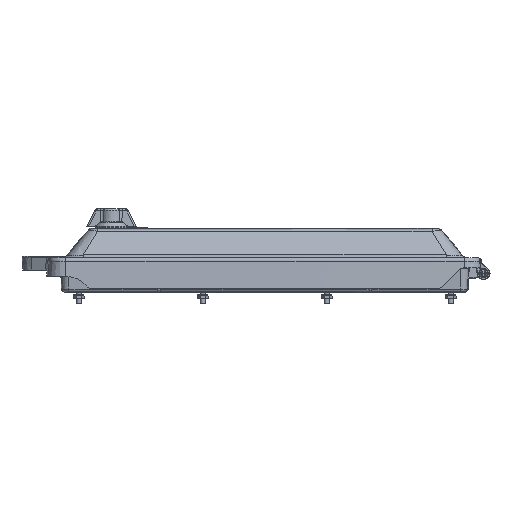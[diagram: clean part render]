
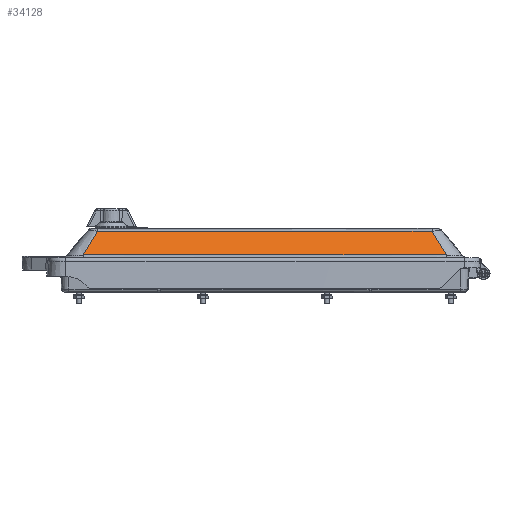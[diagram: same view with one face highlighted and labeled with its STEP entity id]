
A CAD part, left-side view. The second image highlights one B-rep face of the part: STEP entity #34128.
In plain terms, the highlighted free-form (B-spline) face has degree [3, 3] with [6, 4] control points.
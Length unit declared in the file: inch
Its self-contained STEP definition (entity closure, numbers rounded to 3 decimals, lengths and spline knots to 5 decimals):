
#1836 = CARTESIAN_POINT ( 'NONE',  ( -10.687, 7.26216, 1.48173 ) ) ;
#2888 = CARTESIAN_POINT ( 'NONE',  ( -10.1738, -6.77556, 2.11233 ) ) ;
#3415 = CARTESIAN_POINT ( 'NONE',  ( -10.70846, 4.7738, 1.48173 ) ) ;
#3941 = CARTESIAN_POINT ( 'NONE',  ( -10.68775, 7.17107, 1.48173 ) ) ;
#4718 = VERTEX_POINT ( 'NONE', #104178 ) ;
#6560 = CARTESIAN_POINT ( 'NONE',  ( -10.69388, -6.0504, 1.48399 ) ) ;
#9339 = CARTESIAN_POINT ( 'NONE',  ( -9.91997, -6.67019, 2.42344 ) ) ;
#9851 = CARTESIAN_POINT ( 'NONE',  ( -9.9188, 4.42919, 2.42764 ) ) ;
#10928 = CARTESIAN_POINT ( 'NONE',  ( -10.45596, -2.67878, 1.79703 ) ) ;
#11982 = CARTESIAN_POINT ( 'NONE',  ( -10.17335, 6.87951, 2.11233 ) ) ;
#14064 = CARTESIAN_POINT ( 'NONE',  ( -10.68688, -6.95809, 1.48473 ) ) ;
#15054 = LINE ( 'NONE', #80498, #56811 ) ;
#15091 = B_SPLINE_CURVE_WITH_KNOTS ( 'NONE', 3,
 ( #72534, #86992, #105063, #14064, #38511, #6560, #61927, #70949, #46507, #103503, #96552, #23626, #30533, #72010, #55495, #62975, #47530 ),
 .UNSPECIFIED., .F., .F.,
 ( 4, 1, 1, 1, 1, 1, 1, 1, 1, 1, 1, 1, 1, 1, 4 ),
 ( 0., 0.00893, 0.01786, 0.03571, 0.07143, 0.14286, 0.28571, 0.57143, 0.71429, 0.85714, 0.92857, 0.96429, 0.98214, 0.99107, 1. ),
 .UNSPECIFIED. ) ;
#15115 = EDGE_CURVE ( 'NONE', #4718, #49363, #42535, .T. ) ;
#18925 = CARTESIAN_POINT ( 'NONE',  ( -9.91997, 6.67019, 2.42344 ) ) ;
#23626 = CARTESIAN_POINT ( 'NONE',  ( -10.69388, 6.0504, 1.48399 ) ) ;
#24149 = ORIENTED_EDGE ( 'NONE', *, *, #15115, .F. ) ;
#25346 = CARTESIAN_POINT ( 'NONE',  ( -9.91988, 6.13283, 2.42415 ) ) ;
#26405 = CARTESIAN_POINT ( 'NONE',  ( -9.91988, -6.13283, 2.42415 ) ) ;
#27883 = CARTESIAN_POINT ( 'NONE',  ( -9.91981, -6.69063, 2.4236 ) ) ;
#30533 = CARTESIAN_POINT ( 'NONE',  ( -10.68933, 6.65543, 1.48444 ) ) ;
#31539 = DIRECTION ( 'NONE',  ( 0.571, -0.426, 0.702 ) ) ;
#34128 = ADVANCED_FACE ( 'NONE', ( #42330 ), #86042, .T. ) ;
#34347 = CARTESIAN_POINT ( 'NONE',  ( -9.92042, -2.54749, 2.42764 ) ) ;
#34891 = CARTESIAN_POINT ( 'NONE',  ( -9.91988, -6.63066, 2.42359 ) ) ;
#35404 = CARTESIAN_POINT ( 'NONE',  ( -10.44518, 4.65893, 1.79703 ) ) ;
#35938 = CARTESIAN_POINT ( 'NONE',  ( -10.43097, -6.95053, 1.79703 ) ) ;
#38396 = DIRECTION ( 'NONE',  ( 0.571, 0.426, 0.702 ) ) ;
#38511 = CARTESIAN_POINT ( 'NONE',  ( -10.68933, -6.65543, 1.48444 ) ) ;
#42330 = FACE_OUTER_BOUND ( 'NONE', #82895, .T. ) ;
#42535 = B_SPLINE_CURVE_WITH_KNOTS ( 'NONE', 3,
 ( #90296, #18925, #98284, #99876, #67841, #25346, #73751, #51359, #90827, #42879, #66260, #74267, #26405, #75351, #67321, #34891, #9339, #81759 ),
 .UNSPECIFIED., .F., .F.,
 ( 4, 1, 1, 1, 1, 1, 1, 1, 1, 1, 1, 1, 1, 1, 1, 4 ),
 ( 0., 0.00446, 0.00893, 0.01786, 0.03571, 0.07143, 0.14286, 0.42857, 0.71429, 0.85714, 0.92857, 0.96429, 0.98214, 0.99107, 0.99554, 1. ),
 .UNSPECIFIED. ) ;
#42879 = CARTESIAN_POINT ( 'NONE',  ( -9.91977, -2.23017, 2.42716 ) ) ;
#43924 = CARTESIAN_POINT ( 'NONE',  ( -9.91664, -6.60056, 2.42764 ) ) ;
#45570 = VECTOR ( 'NONE', #38396, 39.37008 ) ;
#46507 = CARTESIAN_POINT ( 'NONE',  ( -10.71683, 0.34574, 1.48171 ) ) ;
#47530 = CARTESIAN_POINT ( 'NONE',  ( -10.68446, 7.26027, 1.48484 ) ) ;
#49363 = VERTEX_POINT ( 'NONE', #27883 ) ;
#50060 = CARTESIAN_POINT ( 'NONE',  ( -10.68446, -7.26027, 1.48484 ) ) ;
#51343 = CARTESIAN_POINT ( 'NONE',  ( -10.43017, 7.07084, 1.79703 ) ) ;
#51359 = CARTESIAN_POINT ( 'NONE',  ( -9.9198, 3.82313, 2.42631 ) ) ;
#52407 = CARTESIAN_POINT ( 'NONE',  ( -10.43089, 6.99064, 1.79703 ) ) ;
#55495 = CARTESIAN_POINT ( 'NONE',  ( -10.6855, 7.13083, 1.48482 ) ) ;
#56811 = VECTOR ( 'NONE', #31539, 39.37008 ) ;
#59327 = CARTESIAN_POINT ( 'NONE',  ( -10.17346, 6.8102, 2.11233 ) ) ;
#59870 = CARTESIAN_POINT ( 'NONE',  ( -9.91652, -6.68818, 2.42764 ) ) ;
#61927 = CARTESIAN_POINT ( 'NONE',  ( -10.70189, -4.84028, 1.48317 ) ) ;
#62975 = CARTESIAN_POINT ( 'NONE',  ( -10.68469, 7.21755, 1.485 ) ) ;
#64011 = VERTEX_POINT ( 'NONE', #50060 ) ;
#64156 = ORIENTED_EDGE ( 'NONE', *, *, #93434, .F. ) ;
#65402 = ORIENTED_EDGE ( 'NONE', *, *, #72237, .T. ) ;
#66260 = CARTESIAN_POINT ( 'NONE',  ( -9.91982, -4.46033, 2.42575 ) ) ;
#67321 = CARTESIAN_POINT ( 'NONE',  ( -9.91993, -6.55086, 2.42364 ) ) ;
#67828 = CARTESIAN_POINT ( 'NONE',  ( -10.18812, -2.61313, 2.11233 ) ) ;
#67841 = CARTESIAN_POINT ( 'NONE',  ( -9.91988, 6.41161, 2.42385 ) ) ;
#68067 = EDGE_CURVE ( 'NONE', #64011, #83881, #15091, .T. ) ;
#68884 = CARTESIAN_POINT ( 'NONE',  ( -10.68813, -7.12553, 1.48173 ) ) ;
#70949 = CARTESIAN_POINT ( 'NONE',  ( -10.7135, -2.42018, 1.48204 ) ) ;
#71903 = LINE ( 'NONE', #86875, #45570 ) ;
#72010 = CARTESIAN_POINT ( 'NONE',  ( -10.68688, 6.95809, 1.48473 ) ) ;
#72237 = EDGE_CURVE ( 'NONE', #64011, #49363, #71903, .T. ) ;
#72534 = CARTESIAN_POINT ( 'NONE',  ( -10.68446, -7.26027, 1.48484 ) ) ;
#73751 = CARTESIAN_POINT ( 'NONE',  ( -9.91984, 5.57542, 2.42477 ) ) ;
#74267 = CARTESIAN_POINT ( 'NONE',  ( -9.91983, -5.57542, 2.42477 ) ) ;
#74979 = ORIENTED_EDGE ( 'NONE', *, *, #68067, .F. ) ;
#75351 = CARTESIAN_POINT ( 'NONE',  ( -9.91988, -6.41161, 2.42385 ) ) ;
#76924 = CARTESIAN_POINT ( 'NONE',  ( -9.91652, 6.68818, 2.42764 ) ) ;
#80498 = CARTESIAN_POINT ( 'NONE',  ( -10.87575, 7.40278, 1.25 ) ) ;
#81759 = CARTESIAN_POINT ( 'NONE',  ( -9.91981, -6.69063, 2.4236 ) ) ;
#82789 = CARTESIAN_POINT ( 'NONE',  ( -10.687, -7.26216, 1.48173 ) ) ;
#82895 = EDGE_LOOP ( 'NONE', ( #74979, #65402, #24149, #64156 ) ) ;
#83853 = CARTESIAN_POINT ( 'NONE',  ( -10.72367, -2.74443, 1.48173 ) ) ;
#83881 = VERTEX_POINT ( 'NONE', #89128 ) ;
#86042 = B_SPLINE_SURFACE_WITH_KNOTS ( 'NONE', 3, 3, ( 
 ( #1836, #51343, #11982, #76924 ),
 ( #3941, #52407, #59327, #91322 ),
 ( #3415, #35404, #92916, #9851 ),
 ( #83853, #10928, #67828, #34347 ),
 ( #68884, #35938, #2888, #43924 ),
 ( #82789, #99329, #100389, #59870 ) ),
 .UNSPECIFIED., .F., .F., .F.,
 ( 4, 1, 1, 4 ),
 ( 4, 4 ),
 ( 0., 0.28571, 0.57143, 1. ),
 ( 0.17963, 0.9129 ),
 .UNSPECIFIED. ) ;
#86875 = CARTESIAN_POINT ( 'NONE',  ( -10.87575, -7.40278, 1.25 ) ) ;
#86992 = CARTESIAN_POINT ( 'NONE',  ( -10.68469, -7.21755, 1.485 ) ) ;
#89128 = CARTESIAN_POINT ( 'NONE',  ( -10.68446, 7.26027, 1.48484 ) ) ;
#90296 = CARTESIAN_POINT ( 'NONE',  ( -9.91981, 6.69063, 2.4236 ) ) ;
#90827 = CARTESIAN_POINT ( 'NONE',  ( -9.91975, 0.95579, 2.42765 ) ) ;
#91322 = CARTESIAN_POINT ( 'NONE',  ( -9.9166, 6.62977, 2.42764 ) ) ;
#92916 = CARTESIAN_POINT ( 'NONE',  ( -10.18209, 4.54406, 2.11233 ) ) ;
#93434 = EDGE_CURVE ( 'NONE', #83881, #4718, #15054, .T. ) ;
#96552 = CARTESIAN_POINT ( 'NONE',  ( -10.70189, 4.84028, 1.48317 ) ) ;
#98284 = CARTESIAN_POINT ( 'NONE',  ( -9.91988, 6.63066, 2.42359 ) ) ;
#99329 = CARTESIAN_POINT ( 'NONE',  ( -10.43017, -7.07084, 1.79703 ) ) ;
#99876 = CARTESIAN_POINT ( 'NONE',  ( -9.91993, 6.55086, 2.42364 ) ) ;
#100389 = CARTESIAN_POINT ( 'NONE',  ( -10.17335, -6.87951, 2.11233 ) ) ;
#103503 = CARTESIAN_POINT ( 'NONE',  ( -10.71018, 3.11164, 1.48237 ) ) ;
#104178 = CARTESIAN_POINT ( 'NONE',  ( -9.91981, 6.69063, 2.4236 ) ) ;
#105063 = CARTESIAN_POINT ( 'NONE',  ( -10.6855, -7.13083, 1.48482 ) ) ;
